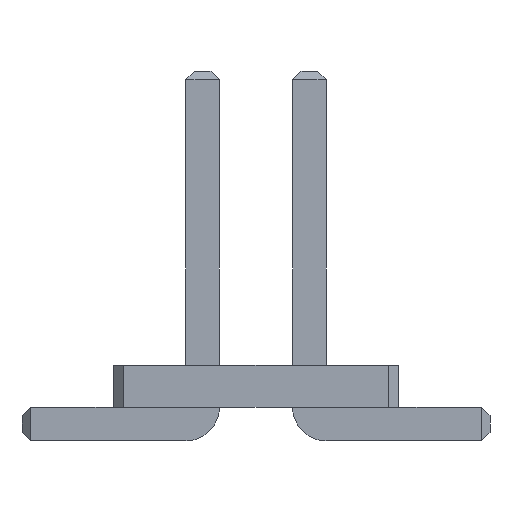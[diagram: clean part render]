
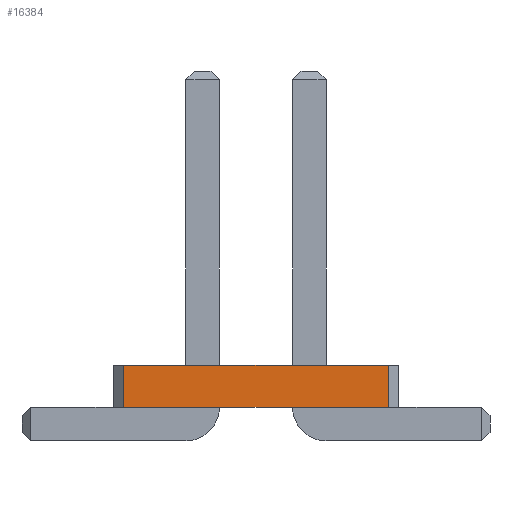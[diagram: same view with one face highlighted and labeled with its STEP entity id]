
A CAD part, front view. The second image highlights one B-rep face of the part: STEP entity #16384.
In plain terms, the highlighted planar face has unit normal (0, -1, 0).
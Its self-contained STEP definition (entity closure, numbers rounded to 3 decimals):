
#2942 = VERTEX_POINT('',#2943);
#2943 = CARTESIAN_POINT('',(1.573,-24.765,0.4));
#2949 = EDGE_CURVE('',#2950,#2942,#2952,.T.);
#2950 = VERTEX_POINT('',#2951);
#2951 = CARTESIAN_POINT('',(-1.573,-24.765,0.4));
#2952 = LINE('',#2953,#2954);
#2953 = CARTESIAN_POINT('',(-1.573,-24.765,0.4));
#2954 = VECTOR('',#2955,1.);
#2955 = DIRECTION('',(1.,0.,0.));
#6678 = VERTEX_POINT('',#6679);
#6679 = CARTESIAN_POINT('',(1.573,-24.765,0.9));
#6685 = EDGE_CURVE('',#6686,#6678,#6688,.T.);
#6686 = VERTEX_POINT('',#6687);
#6687 = CARTESIAN_POINT('',(-1.573,-24.765,0.9));
#6688 = LINE('',#6689,#6690);
#6689 = CARTESIAN_POINT('',(-1.573,-24.765,0.9));
#6690 = VECTOR('',#6691,1.);
#6691 = DIRECTION('',(1.,0.,0.));
#16373 = EDGE_CURVE('',#2950,#6686,#16374,.T.);
#16374 = LINE('',#16375,#16376);
#16375 = CARTESIAN_POINT('',(-1.573,-24.765,0.4));
#16376 = VECTOR('',#16377,1.);
#16377 = DIRECTION('',(0.,0.,1.));
#16384 = ADVANCED_FACE('',(#16385),#16396,.F.);
#16385 = FACE_BOUND('',#16386,.F.);
#16386 = EDGE_LOOP('',(#16387,#16388,#16389,#16395));
#16387 = ORIENTED_EDGE('',*,*,#16373,.T.);
#16388 = ORIENTED_EDGE('',*,*,#6685,.T.);
#16389 = ORIENTED_EDGE('',*,*,#16390,.F.);
#16390 = EDGE_CURVE('',#2942,#6678,#16391,.T.);
#16391 = LINE('',#16392,#16393);
#16392 = CARTESIAN_POINT('',(1.573,-24.765,0.4));
#16393 = VECTOR('',#16394,1.);
#16394 = DIRECTION('',(0.,0.,1.));
#16395 = ORIENTED_EDGE('',*,*,#2949,.F.);
#16396 = PLANE('',#16397);
#16397 = AXIS2_PLACEMENT_3D('',#16398,#16399,#16400);
#16398 = CARTESIAN_POINT('',(-1.573,-24.765,0.4));
#16399 = DIRECTION('',(0.,1.,0.));
#16400 = DIRECTION('',(1.,0.,0.));
